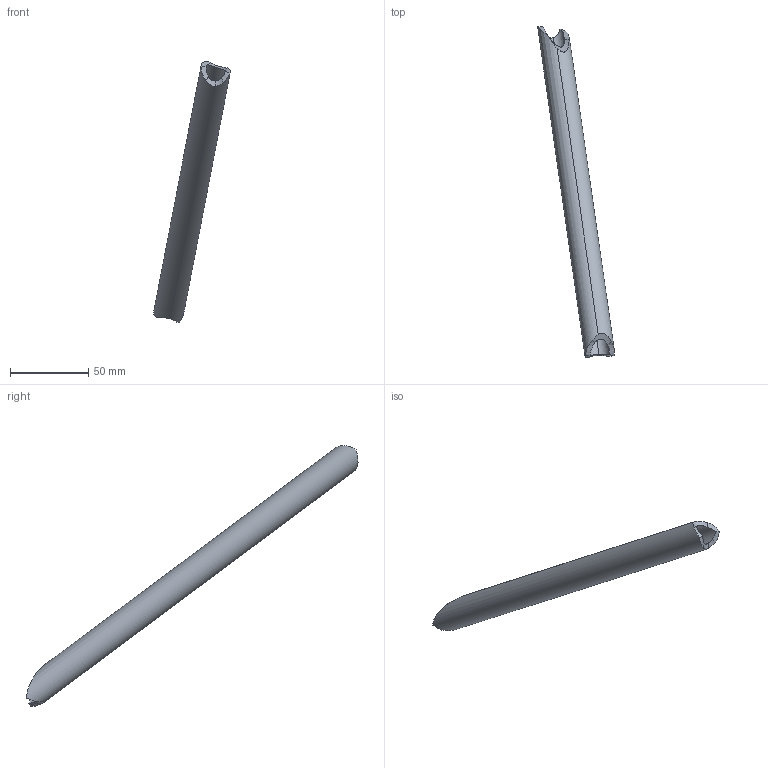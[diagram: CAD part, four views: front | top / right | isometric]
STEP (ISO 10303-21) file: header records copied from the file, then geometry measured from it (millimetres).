
FILE_DESCRIPTION (( 'STEP AP214' ), '1' );
FILE_NAME ('Member 11.STEP', '2025-02-27T19:59:23', ( '' ), ( '' ), 'SwSTEP 2.0', 'SolidWorks 2022', '' );
FILE_SCHEMA (( 'AUTOMOTIVE_DESIGN' ));
Length unit declared in the file: millimetre
Products named in the file (1): Member 11
Bounding box: 48.98 x 211.88 x 166.26 mm (x, y, z)
Volume: 39650 mm3; surface area: 25450.2 mm2
Topology: 1 solids, 1 shells, 25 faces, 96 edges, 71 vertices
Faces by surface type: bspline 13, cylinder 11, torus 1
Entity records: 2571 total; most frequent: CARTESIAN_POINT 1919, ORIENTED_EDGE 192, EDGE_CURVE 96, B_SPLINE_CURVE_WITH_KNOTS 76, VERTEX_POINT 71, DIRECTION 40, FACE_OUTER_BOUND 25, EDGE_LOOP 25
